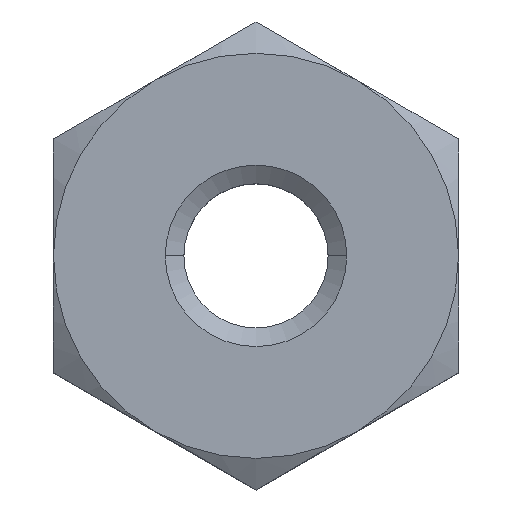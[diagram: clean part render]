
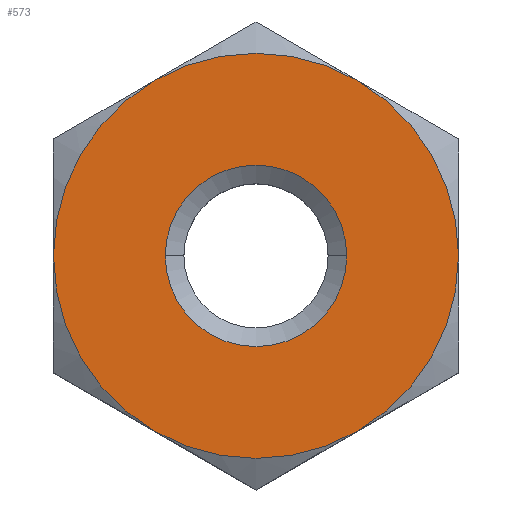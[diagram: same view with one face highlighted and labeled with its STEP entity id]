
A CAD part, top view. The second image highlights one B-rep face of the part: STEP entity #573.
In plain terms, the highlighted planar face has unit normal (0, 0, 1).
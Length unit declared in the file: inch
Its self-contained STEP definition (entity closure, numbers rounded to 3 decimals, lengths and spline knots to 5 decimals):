
#14 = CARTESIAN_POINT ( 'NONE',  ( 0., 0., 0. ) ) ;
#15 = FACE_BOUND ( 'NONE', #120, .T. ) ;
#17 = DIRECTION ( 'NONE',  ( 1., 0., 0. ) ) ;
#18 = EDGE_CURVE ( 'NONE', #672, #172, #325, .T. ) ;
#19 = ORIENTED_EDGE ( 'NONE', *, *, #517, .T. ) ;
#23 = AXIS2_PLACEMENT_3D ( 'NONE', #117, #437, #274 ) ;
#33 = VERTEX_POINT ( 'NONE', #328 ) ;
#36 = CIRCLE ( 'NONE', #441, 0.125 ) ;
#45 = EDGE_CURVE ( 'NONE', #326, #586, #490, .T. ) ;
#50 = EDGE_CURVE ( 'NONE', #609, #323, #340, .T. ) ;
#51 = CARTESIAN_POINT ( 'NONE',  ( -0.056, 0., 0. ) ) ;
#66 = DIRECTION ( 'NONE',  ( -1., 0., 0. ) ) ;
#68 = DIRECTION ( 'NONE',  ( 0., 0., 1. ) ) ;
#76 = AXIS2_PLACEMENT_3D ( 'NONE', #169, #651, #535 ) ;
#114 = DIRECTION ( 'NONE',  ( 1., 0., 0. ) ) ;
#117 = CARTESIAN_POINT ( 'NONE',  ( 0., 0., 0. ) ) ;
#120 = EDGE_LOOP ( 'NONE', ( #295, #179 ) ) ;
#121 = ORIENTED_EDGE ( 'NONE', *, *, #50, .T. ) ;
#153 = FACE_OUTER_BOUND ( 'NONE', #501, .T. ) ;
#169 = CARTESIAN_POINT ( 'NONE',  ( 0., 0.14434, 0. ) ) ;
#172 = VERTEX_POINT ( 'NONE', #184 ) ;
#179 = ORIENTED_EDGE ( 'NONE', *, *, #45, .F. ) ;
#184 = CARTESIAN_POINT ( 'NONE',  ( 0.0625, 0.10825, 0. ) ) ;
#185 = CARTESIAN_POINT ( 'NONE',  ( -0.125, 0., 0. ) ) ;
#210 = CIRCLE ( 'NONE', #336, 0.125 ) ;
#215 = DIRECTION ( 'NONE',  ( 0., 0., 1. ) ) ;
#226 = DIRECTION ( 'NONE',  ( 0., 0., 1. ) ) ;
#228 = DIRECTION ( 'NONE',  ( -1., 0., 0. ) ) ;
#232 = ORIENTED_EDGE ( 'NONE', *, *, #492, .T. ) ;
#248 = CARTESIAN_POINT ( 'NONE',  ( 0.056, 0., 0. ) ) ;
#264 = ORIENTED_EDGE ( 'NONE', *, *, #570, .T. ) ;
#274 = DIRECTION ( 'NONE',  ( 1., 0., 0. ) ) ;
#283 = AXIS2_PLACEMENT_3D ( 'NONE', #434, #215, #66 ) ;
#294 = ORIENTED_EDGE ( 'NONE', *, *, #18, .T. ) ;
#295 = ORIENTED_EDGE ( 'NONE', *, *, #424, .F. ) ;
#298 = AXIS2_PLACEMENT_3D ( 'NONE', #577, #583, #114 ) ;
#310 = CARTESIAN_POINT ( 'NONE',  ( -0.0625, -0.10825, 0. ) ) ;
#317 = CIRCLE ( 'NONE', #283, 0.125 ) ;
#323 = VERTEX_POINT ( 'NONE', #310 ) ;
#325 = CIRCLE ( 'NONE', #23, 0.125 ) ;
#326 = VERTEX_POINT ( 'NONE', #51 ) ;
#328 = CARTESIAN_POINT ( 'NONE',  ( -0.0625, 0.10825, 0. ) ) ;
#336 = AXIS2_PLACEMENT_3D ( 'NONE', #384, #68, #228 ) ;
#340 = CIRCLE ( 'NONE', #417, 0.125 ) ;
#382 = DIRECTION ( 'NONE',  ( 0., 0., 1. ) ) ;
#383 = CARTESIAN_POINT ( 'NONE',  ( 0., 0., 0. ) ) ;
#384 = CARTESIAN_POINT ( 'NONE',  ( 0., 0., 0. ) ) ;
#387 = DIRECTION ( 'NONE',  ( 0., 0., 1. ) ) ;
#412 = CIRCLE ( 'NONE', #298, 0.056 ) ;
#417 = AXIS2_PLACEMENT_3D ( 'NONE', #14, #387, #539 ) ;
#424 = EDGE_CURVE ( 'NONE', #586, #326, #412, .T. ) ;
#429 = DIRECTION ( 'NONE',  ( -1., 0., 0. ) ) ;
#434 = CARTESIAN_POINT ( 'NONE',  ( 0., 0., 0. ) ) ;
#437 = DIRECTION ( 'NONE',  ( 0., 0., 1. ) ) ;
#441 = AXIS2_PLACEMENT_3D ( 'NONE', #642, #382, #429 ) ;
#452 = AXIS2_PLACEMENT_3D ( 'NONE', #478, #483, #646 ) ;
#478 = CARTESIAN_POINT ( 'NONE',  ( 0., 0., 0. ) ) ;
#483 = DIRECTION ( 'NONE',  ( 0., 0., 1. ) ) ;
#488 = CIRCLE ( 'NONE', #452, 0.125 ) ;
#490 = CIRCLE ( 'NONE', #613, 0.056 ) ;
#492 = EDGE_CURVE ( 'NONE', #172, #33, #36, .T. ) ;
#501 = EDGE_LOOP ( 'NONE', ( #264, #121, #19, #511, #294, #232 ) ) ;
#511 = ORIENTED_EDGE ( 'NONE', *, *, #527, .T. ) ;
#517 = EDGE_CURVE ( 'NONE', #323, #571, #317, .T. ) ;
#527 = EDGE_CURVE ( 'NONE', #571, #672, #488, .T. ) ;
#535 = DIRECTION ( 'NONE',  ( -1., 0., 0. ) ) ;
#539 = DIRECTION ( 'NONE',  ( -1., 0., 0. ) ) ;
#570 = EDGE_CURVE ( 'NONE', #33, #609, #210, .T. ) ;
#571 = VERTEX_POINT ( 'NONE', #585 ) ;
#573 = ADVANCED_FACE ( 'NONE', ( #153, #15 ), #591, .F. ) ;
#577 = CARTESIAN_POINT ( 'NONE',  ( 0., 0., 0. ) ) ;
#583 = DIRECTION ( 'NONE',  ( 0., 0., 1. ) ) ;
#585 = CARTESIAN_POINT ( 'NONE',  ( 0.0625, -0.10825, 0. ) ) ;
#586 = VERTEX_POINT ( 'NONE', #248 ) ;
#591 = PLANE ( 'NONE',  #76 ) ;
#609 = VERTEX_POINT ( 'NONE', #185 ) ;
#613 = AXIS2_PLACEMENT_3D ( 'NONE', #383, #226, #17 ) ;
#622 = CARTESIAN_POINT ( 'NONE',  ( 0.125, 0., 0. ) ) ;
#642 = CARTESIAN_POINT ( 'NONE',  ( 0., 0., 0. ) ) ;
#646 = DIRECTION ( 'NONE',  ( -1., 0., 0. ) ) ;
#651 = DIRECTION ( 'NONE',  ( 0., 0., -1. ) ) ;
#672 = VERTEX_POINT ( 'NONE', #622 ) ;
